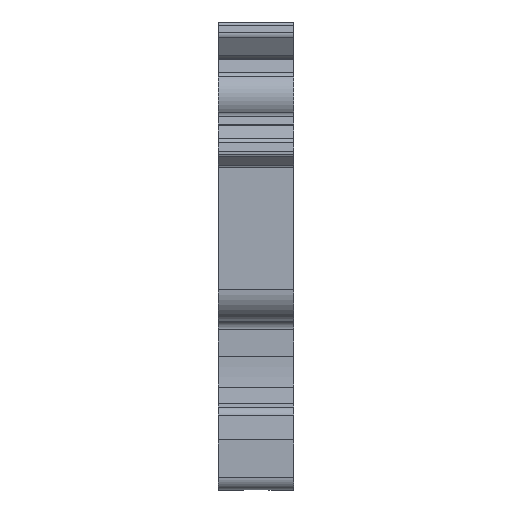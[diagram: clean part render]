
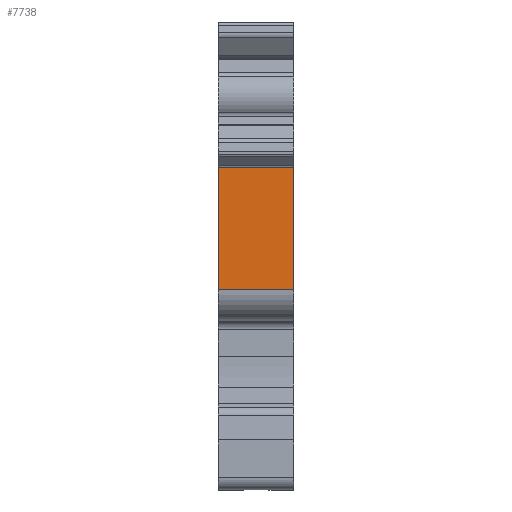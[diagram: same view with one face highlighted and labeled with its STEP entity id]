
A CAD part, left-side view. The second image highlights one B-rep face of the part: STEP entity #7738.
In plain terms, the highlighted planar face has unit normal (-1, 0, 0).
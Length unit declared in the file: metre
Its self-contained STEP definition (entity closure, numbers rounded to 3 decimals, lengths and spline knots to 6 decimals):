
#484=PLANE('',#8385);
#786=FACE_OUTER_BOUND('',#1171,.T.);
#1171=EDGE_LOOP('',(#6031,#6032,#6033,#6034));
#1592=LINE('',#11611,#2360);
#1881=LINE('',#12476,#2649);
#1882=LINE('',#12479,#2650);
#1883=LINE('',#12480,#2651);
#2360=VECTOR('',#9250,0.009754);
#2649=VECTOR('',#10115,0.006);
#2650=VECTOR('',#10118,0.009754);
#2651=VECTOR('',#10119,0.006);
#3187=VERTEX_POINT('',#11608);
#3188=VERTEX_POINT('',#11610);
#3476=VERTEX_POINT('',#12474);
#3477=VERTEX_POINT('',#12478);
#3992=EDGE_CURVE('',#3188,#3187,#1592,.T.);
#4428=EDGE_CURVE('',#3187,#3476,#1881,.T.);
#4429=EDGE_CURVE('',#3476,#3477,#1882,.T.);
#4430=EDGE_CURVE('',#3188,#3477,#1883,.T.);
#6031=ORIENTED_EDGE('',*,*,#4428,.T.);
#6032=ORIENTED_EDGE('',*,*,#4429,.T.);
#6033=ORIENTED_EDGE('',*,*,#4430,.F.);
#6034=ORIENTED_EDGE('',*,*,#3992,.T.);
#7738=ADVANCED_FACE('',(#786),#484,.T.);
#8385=AXIS2_PLACEMENT_3D('',#12477,#10116,#10117);
#9250=DIRECTION('',(0.,0.,1.));
#10115=DIRECTION('',(0.,1.,0.));
#10116=DIRECTION('center_axis',(-1.,0.,0.));
#10117=DIRECTION('ref_axis',(0.,0.,1.));
#10118=DIRECTION('',(0.,0.,-1.));
#10119=DIRECTION('',(0.,1.,0.));
#11608=CARTESIAN_POINT('',(-0.0435,0.,0.018488));
#11610=CARTESIAN_POINT('',(-0.0435,0.,0.008734));
#11611=CARTESIAN_POINT('',(-0.0435,0.,0.008734));
#12474=CARTESIAN_POINT('',(-0.0435,0.006,0.018488));
#12476=CARTESIAN_POINT('',(-0.0435,0.,0.018488));
#12477=CARTESIAN_POINT('Origin',(-0.0435,0.,
0.018488));
#12478=CARTESIAN_POINT('',(-0.0435,0.006,0.008734));
#12479=CARTESIAN_POINT('',(-0.0435,0.006,0.018488));
#12480=CARTESIAN_POINT('',(-0.0435,0.,0.008734));
